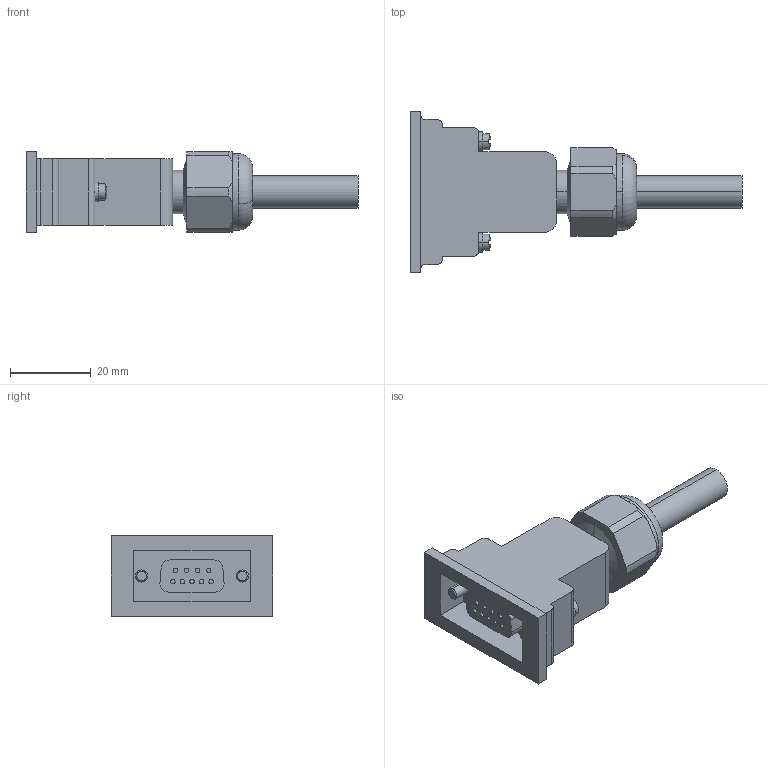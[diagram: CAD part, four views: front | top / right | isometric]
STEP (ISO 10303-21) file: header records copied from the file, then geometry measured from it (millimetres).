
FILE_DESCRIPTION (( 'STEP AP203' ), '1' );
FILE_NAME ('PAL-ACC21.step', '2020-10-29T13:46:06', ( '' ), ( '' ), 'SwSTEP 2.0', 'SolidWorks 2019', '' );
FILE_SCHEMA (( 'CONFIG_CONTROL_DESIGN' ));
Length unit declared in the file: millimetre
Products named in the file (1): PAL-ACC21
Bounding box: 82.4 x 40 x 20 mm (x, y, z)
Volume: 20838 mm3; surface area: 8406.4 mm2
Topology: 1 solids, 1 shells, 139 faces, 338 edges, 222 vertices
Faces by surface type: plane 61, cylinder 56, cone 12, sphere 8, torus 2
Entity records: 4259 total; most frequent: CARTESIAN_POINT 783, DIRECTION 760, ORIENTED_EDGE 676, EDGE_CURVE 338, AXIS2_PLACEMENT_3D 297, VERTEX_POINT 222, VECTOR 166, LINE 166
